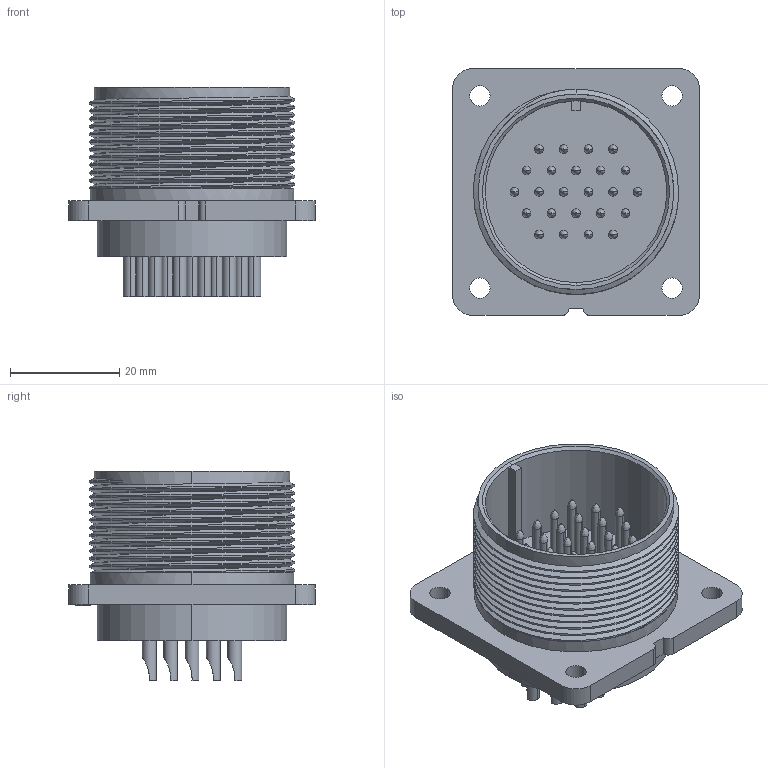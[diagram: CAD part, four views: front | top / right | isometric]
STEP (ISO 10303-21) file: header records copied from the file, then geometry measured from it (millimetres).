
FILE_DESCRIPTION (( 'STEP AP203' ), '1' );
FILE_NAME ('CXS3102A2428P.STEP', '2016-06-10T20:24:34', ( '' ), ( '' ), 'SwSTEP 2.0', 'SolidWorks 2014', '' );
FILE_SCHEMA (( 'CONFIG_CONTROL_DESIGN' ));
Length unit declared in the file: inch
Products named in the file (1): CXS3102A2428P
Bounding box: 45.21 x 45.21 x 38.4 mm (x, y, z)
Volume: 17485.3 mm3; surface area: 15199.5 mm2
Topology: 1 solids, 1 shells, 382 faces, 966 edges, 642 vertices
Faces by surface type: cylinder 218, plane 97, bspline 63, cone 4
Entity records: 14585 total; most frequent: CARTESIAN_POINT 5651, ORIENTED_EDGE 1932, DIRECTION 1777, EDGE_CURVE 966, AXIS2_PLACEMENT_3D 717, VERTEX_POINT 642, EDGE_LOOP 446, CIRCLE 397
